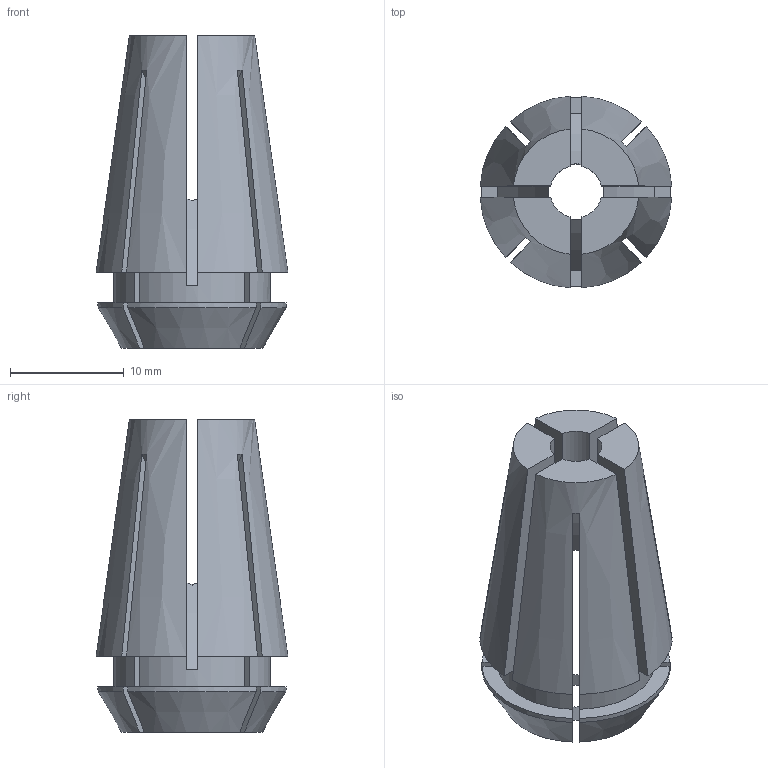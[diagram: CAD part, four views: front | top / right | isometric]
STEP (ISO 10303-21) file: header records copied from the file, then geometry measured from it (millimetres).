
FILE_DESCRIPTION (( 'STEP AP203' ), '1' );
FILE_NAME ('STP-05320-194.STEP', '2020-08-21T06:42:49', ( '' ), ( '' ), 'SwSTEP 2.0', 'SolidWorks 2017', '' );
FILE_SCHEMA (( 'CONFIG_CONTROL_DESIGN' ));
Length unit declared in the file: millimetre
Products named in the file (1): STP-05320-194
Bounding box: 16.9 x 16.9 x 27.5 mm (x, y, z)
Volume: 3234.7 mm3; surface area: 3313.8 mm2
Topology: 1 solids, 1 shells, 94 faces, 302 edges, 201 vertices
Faces by surface type: plane 45, cylinder 40, cone 9
Entity records: 3556 total; most frequent: CARTESIAN_POINT 794, ORIENTED_EDGE 604, DIRECTION 545, EDGE_CURVE 302, VERTEX_POINT 201, AXIS2_PLACEMENT_3D 196, LINE 153, VECTOR 153
